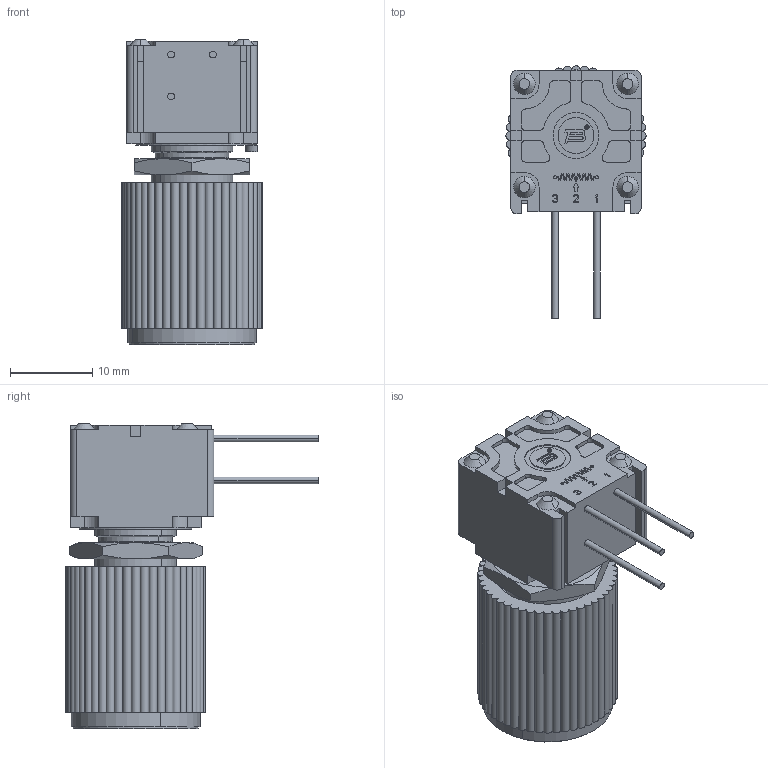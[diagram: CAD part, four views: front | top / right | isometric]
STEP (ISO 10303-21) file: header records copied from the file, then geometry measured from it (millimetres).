
FILE_DESCRIPTION (( 'STEP AP214' ), '1' );
FILE_NAME ('93R1A-R16_nut_knob17.STEP', '2020-09-25T10:06:06', ( '' ), ( '' ), 'SwSTEP 2.0', 'SolidWorks 2018', '' );
FILE_SCHEMA (( 'AUTOMOTIVE_DESIGN' ));
Length unit declared in the file: millimetre
Products named in the file (4): 93R1A-R16_nut_knob17; 93R1A-R16; ecrou M10x2; Bouton_Di6_De17_h19
Assembly tree (3 placements, depth 2):
  93R1A-R16_nut_knob17
    93R1A-R16
    ecrou M10x2
    Bouton_Di6_De17_h19
Bounding box: 17.04 x 30.75 x 37.14 mm (x, y, z)
Volume: 8016.5 mm3; surface area: 5929.2 mm2
Topology: 4 solids, 26 shells, 920 faces, 2382 edges, 1556 vertices
Faces by surface type: plane 398, cylinder 267, torus 152, cone 103
Entity records: 33940 total; most frequent: DIRECTION 5283, CARTESIAN_POINT 5113, ORIENTED_EDGE 4764, EDGE_CURVE 2382, AXIS2_PLACEMENT_3D 2026, VERTEX_POINT 1556, VECTOR 1231, LINE 1231
